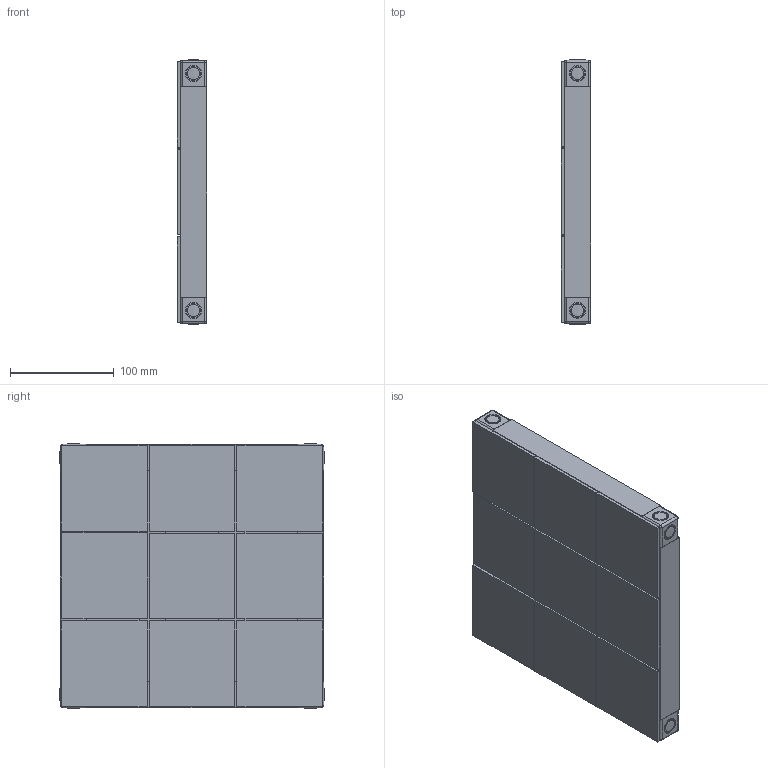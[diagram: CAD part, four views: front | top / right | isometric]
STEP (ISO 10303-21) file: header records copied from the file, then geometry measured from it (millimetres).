
FILE_DESCRIPTION(/* description */ (''),/* implementation_level */ '2;1');
FILE_NAME(/* name */ 'TilesUnitAssembly .step',/* time_stamp */ '2023-05-02T14:58:57-04:00',/* author */ (''),/* organization */ (''),/* preprocessor_version */ 'ST-DEVELOPER v19.2',/* originating_system */ 'Autodesk Translation Framework v12.4.0.73',/* authorisation */ '');
FILE_SCHEMA (('AUTOMOTIVE_DESIGN { 1 0 10303 214 3 1 1 }'));
Length unit declared in the file: millimetre
Products named in the file (9): TilesUnitAssembly; SimplifiedCubeFastener; SimplifiedCubeFastener_1; SimplifiedCubeFastener_2; SimplifiedCubeFastener_3; 47065T242_T-Slotted Framing; OuterBeam; InnerBeam; Tile
Assembly tree (29 placements, depth 3):
  TilesUnitAssembly
    SimplifiedCubeFastener
      47065T242_T-Slotted Framing
    OuterBeam  x6
    SimplifiedCubeFastener_1
      47065T242_T-Slotted Framing
    SimplifiedCubeFastener_2
      47065T242_T-Slotted Framing
    SimplifiedCubeFastener_3
      47065T242_T-Slotted Framing
    InnerBeam  x6
    Tile  x9
Bounding box: 28.4 x 254.8 x 254.8 mm (x, y, z)
Volume: 1214740.3 mm3; surface area: 328724.7 mm2
Topology: 33 solids, 33 shells, 762 faces, 1696 edges, 976 vertices
Faces by surface type: plane 346, cylinder 264, sphere 120, cone 24, torus 8
Full cylindrical faces by diameter (mm): 7.2 x8, 9.45 x8, 11.95 x8, 15.5 x8
Entity records: 5167 total; most frequent: DIRECTION 967, CARTESIAN_POINT 822, ORIENTED_EDGE 762, EDGE_CURVE 381, AXIS2_PLACEMENT_3D 371, VERTEX_POINT 226, LINE 225, VECTOR 225
